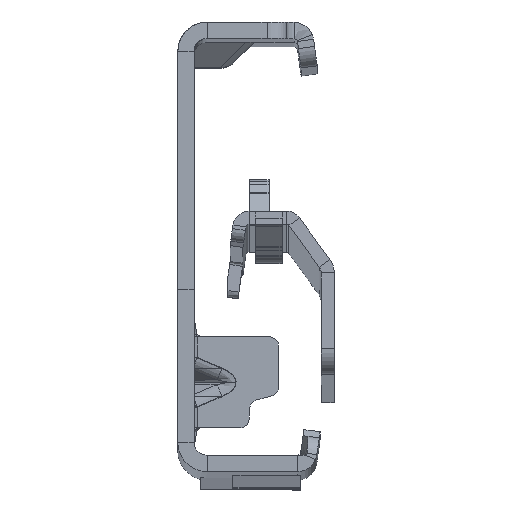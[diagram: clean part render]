
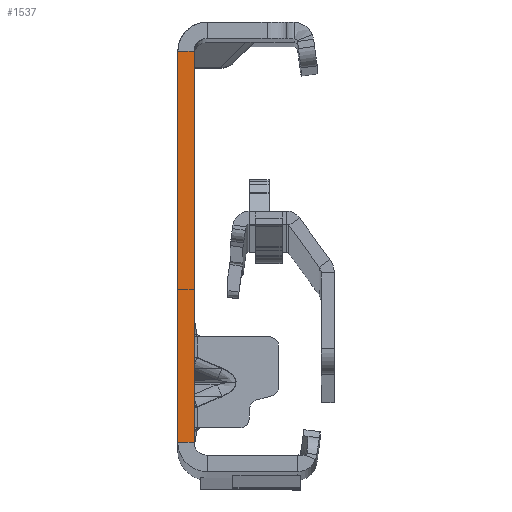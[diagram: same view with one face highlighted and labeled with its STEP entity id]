
A CAD part, top view. The second image highlights one B-rep face of the part: STEP entity #1537.
In plain terms, the highlighted planar face has unit normal (0, 0, 1).
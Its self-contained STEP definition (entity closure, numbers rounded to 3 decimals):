
#601 = AXIS2_PLACEMENT_3D ( 'NONE', #28741, #31736, #5834 ) ;
#924 = ORIENTED_EDGE ( 'NONE', *, *, #43993, .F. ) ;
#1537 = ADVANCED_FACE ( 'NONE', ( #9540 ), #28234, .T. ) ;
#1788 = VECTOR ( 'NONE', #24289, 1000. ) ;
#3165 = VERTEX_POINT ( 'NONE', #29756 ) ;
#4612 = EDGE_CURVE ( 'NONE', #3165, #13515, #38807, .T. ) ;
#5834 = DIRECTION ( 'NONE',  ( 1., 0., 0. ) ) ;
#8346 = ORIENTED_EDGE ( 'NONE', *, *, #4612, .T. ) ;
#8848 = DIRECTION ( 'NONE',  ( 0., -1., 0. ) ) ;
#9540 = FACE_OUTER_BOUND ( 'NONE', #45082, .T. ) ;
#10514 = EDGE_CURVE ( 'NONE', #31969, #13515, #20522, .T. ) ;
#10923 = CARTESIAN_POINT ( 'NONE',  ( 0., 30., 0. ) ) ;
#13515 = VERTEX_POINT ( 'NONE', #13656 ) ;
#13656 = CARTESIAN_POINT ( 'NONE',  ( -2.5, -30., 0. ) ) ;
#19275 = DIRECTION ( 'NONE',  ( 0., -1., 0. ) ) ;
#20489 = EDGE_CURVE ( 'NONE', #37300, #3165, #29149, .T. ) ;
#20522 = LINE ( 'NONE', #25279, #1788 ) ;
#24289 = DIRECTION ( 'NONE',  ( -1., 0., 0. ) ) ;
#25279 = CARTESIAN_POINT ( 'NONE',  ( 0., -30., 0. ) ) ;
#26272 = LINE ( 'NONE', #37314, #27493 ) ;
#27493 = VECTOR ( 'NONE', #19275, 1000. ) ;
#28234 = PLANE ( 'NONE',  #601 ) ;
#28741 = CARTESIAN_POINT ( 'NONE',  ( -2.5, -32., 0. ) ) ;
#29149 = LINE ( 'NONE', #10923, #37446 ) ;
#29756 = CARTESIAN_POINT ( 'NONE',  ( -2.5, 30., 0. ) ) ;
#31736 = DIRECTION ( 'NONE',  ( 0., 0., 1. ) ) ;
#31969 = VERTEX_POINT ( 'NONE', #39671 ) ;
#33552 = ORIENTED_EDGE ( 'NONE', *, *, #10514, .F. ) ;
#36921 = DIRECTION ( 'NONE',  ( -1., 0., 0. ) ) ;
#37300 = VERTEX_POINT ( 'NONE', #43925 ) ;
#37314 = CARTESIAN_POINT ( 'NONE',  ( 0., -32., 0. ) ) ;
#37446 = VECTOR ( 'NONE', #36921, 1000. ) ;
#38807 = LINE ( 'NONE', #43053, #39627 ) ;
#39627 = VECTOR ( 'NONE', #8848, 1000. ) ;
#39671 = CARTESIAN_POINT ( 'NONE',  ( 0., -30., 0. ) ) ;
#41615 = ORIENTED_EDGE ( 'NONE', *, *, #20489, .T. ) ;
#43053 = CARTESIAN_POINT ( 'NONE',  ( -2.5, -32., 0. ) ) ;
#43925 = CARTESIAN_POINT ( 'NONE',  ( 0., 30., 0. ) ) ;
#43993 = EDGE_CURVE ( 'NONE', #37300, #31969, #26272, .T. ) ;
#45082 = EDGE_LOOP ( 'NONE', ( #924, #41615, #8346, #33552 ) ) ;
